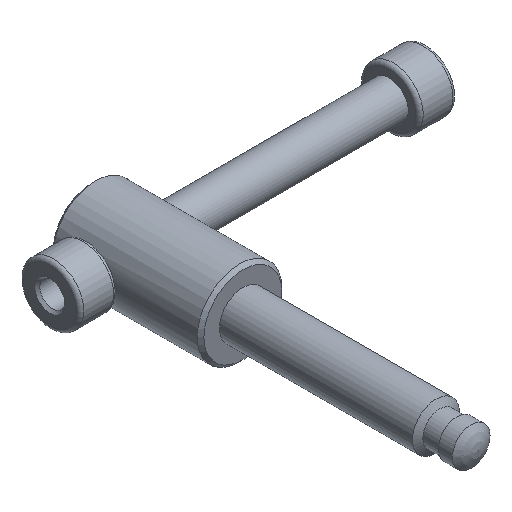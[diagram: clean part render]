
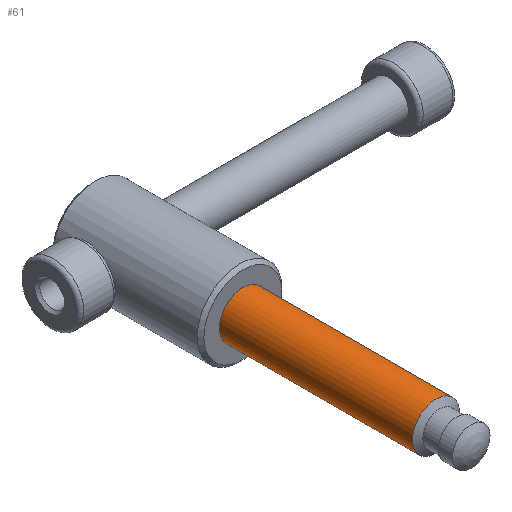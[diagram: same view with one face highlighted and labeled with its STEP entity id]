
A CAD part, isometric view. The second image highlights one B-rep face of the part: STEP entity #61.
In plain terms, the highlighted cylindrical face has radius 5 mm (diameter 10 mm), a full revolution.
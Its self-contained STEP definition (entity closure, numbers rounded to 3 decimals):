
#61 = ADVANCED_FACE( '', ( #144, #145 ), #146, .T. );
#144 = FACE_OUTER_BOUND( '', #266, .T. );
#145 = FACE_OUTER_BOUND( '', #267, .T. );
#146 = CYLINDRICAL_SURFACE( '', #268, 5. );
#266 = EDGE_LOOP( '', ( #390 ) );
#267 = EDGE_LOOP( '', ( #391 ) );
#268 = AXIS2_PLACEMENT_3D( '', #392, #393, #394 );
#390 = ORIENTED_EDGE( '', *, *, #550, .F. );
#391 = ORIENTED_EDGE( '', *, *, #551, .T. );
#392 = CARTESIAN_POINT( '', ( 0., 0., 0. ) );
#393 = DIRECTION( '', ( 0., 1., 0. ) );
#394 = DIRECTION( '', ( 0., 0., -1. ) );
#550 = EDGE_CURVE( '', #615, #615, #616, .T. );
#551 = EDGE_CURVE( '', #617, #617, #618, .T. );
#615 = VERTEX_POINT( '', #765 );
#616 = CIRCLE( '', #766, 5. );
#617 = VERTEX_POINT( '', #767 );
#618 = CIRCLE( '', #768, 5. );
#765 = CARTESIAN_POINT( '', ( 0., 9., -5. ) );
#766 = AXIS2_PLACEMENT_3D( '', #914, #915, #916 );
#767 = CARTESIAN_POINT( '', ( 0., 50., -5. ) );
#768 = AXIS2_PLACEMENT_3D( '', #917, #918, #919 );
#914 = CARTESIAN_POINT( '', ( 0., 9., 0. ) );
#915 = DIRECTION( '', ( 0., -1., 0. ) );
#916 = DIRECTION( '', ( 0., 0., -1. ) );
#917 = CARTESIAN_POINT( '', ( 0., 50., 0. ) );
#918 = DIRECTION( '', ( 0., -1., 0. ) );
#919 = DIRECTION( '', ( 0., 0., -1. ) );
